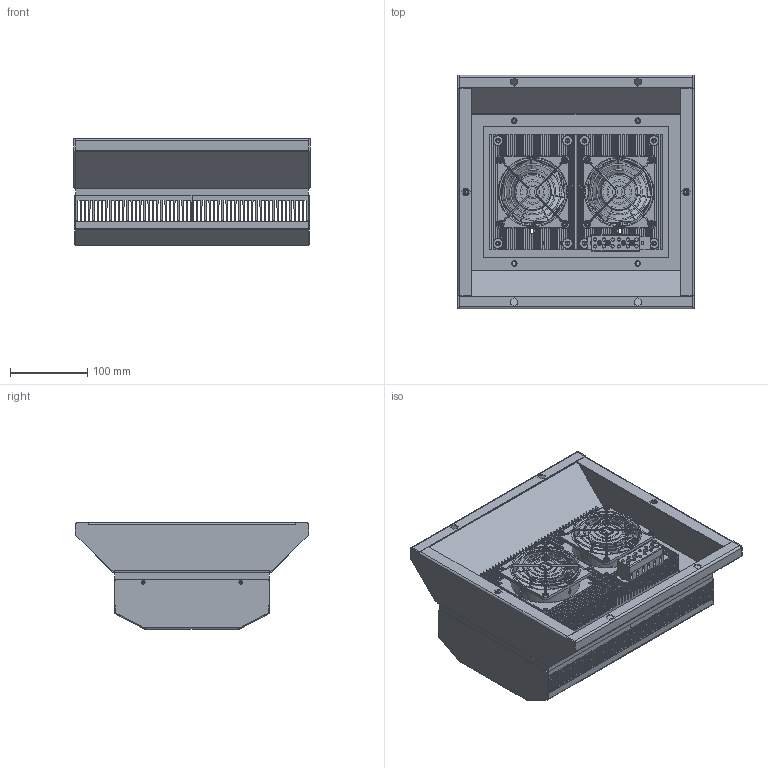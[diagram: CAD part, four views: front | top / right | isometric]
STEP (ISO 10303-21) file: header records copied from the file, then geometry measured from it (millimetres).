
FILE_DESCRIPTION((''),'2;1');
FILE_NAME('TG3102_WITHDUCT_ASM','2014-10-15T',('ryanc'),(''),'PRO/ENGINEER BY PARAMETRIC TECHNOLOGY CORPORATION, 2010040','PRO/ENGINEER BY PARAMETRIC TECHNOLOGY CORPORATION, 2010040','');
FILE_SCHEMA(('AUTOMOTIVE_DESIGN_CC2 { 1 2 10303 214 -1 1 5 2 }'));
Products named in the file (1): TG3102_WITHDUCT_ASM
Bounding box: 306 x 302 x 138 mm (x, y, z)
Volume: 1455235 mm3; surface area: 1513012.1 mm2
Topology: 5 solids, 69 shells, 3096 faces, 10058 edges, 7178 vertices
Faces by surface type: plane 1635, cylinder 1192, torus 152, bspline 63, cone 54
Entity records: 143585 total; most frequent: CARTESIAN_POINT 28991, ORIENTED_EDGE 17970, DIRECTION 17348, EDGE_CURVE 9229, PRESENTATION_STYLE_ASSIGNMENT 6337, STYLED_ITEM 6337, VERTEX_POINT 6144, VECTOR 5820
